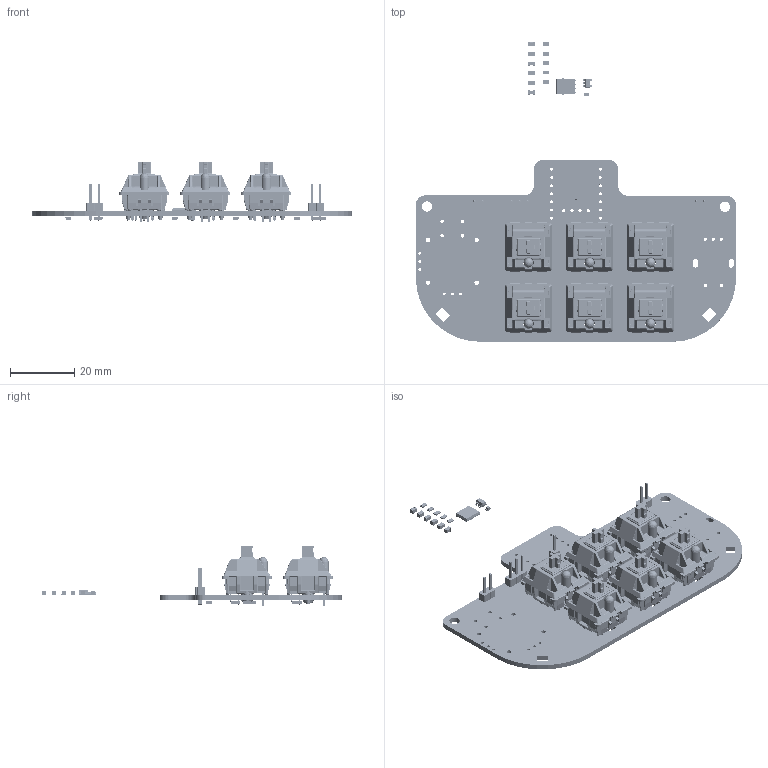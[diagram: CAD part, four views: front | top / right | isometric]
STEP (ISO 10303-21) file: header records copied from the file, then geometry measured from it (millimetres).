
FILE_DESCRIPTION(('KiCad electronic assembly'),'2;1');
FILE_NAME('JoyKey_pcb.step','2025-02-16T22:21:59',('Pcbnew'),('Kicad'), 'Open CASCADE STEP processor 7.6','KiCad to STEP converter','Unknown' );
FILE_SCHEMA(('AUTOMOTIVE_DESIGN { 1 0 10303 214 1 1 1 1 }'));
Length unit declared in the file: millimetre
Products named in the file (22): JoyKey_pcb 1; PinHeader_1x01_P2.54mm_Vertical; PinHeader_1x01_P254mm_Vertical; LED_0603_1608Metric; MX; MX °´¼ü_¨¹_¡§1; PinHeader_1x02_P2.54mm_Vertical; PinHeader_1x02_P254mm_Vertical; C_0805_2012Metric; PQFN-8-EP_6x5mm_P1.27mm_Generic; Vishay_PowerPAK_SO-8; SOT-23-5; SOT_23_5; R_0805_2012Metric; PinHeader_1x03_P2.54mm_Vertical; PinHeader_1x03_P254mm_Vertical; Nexperia_CFP3_SOD-123W; CQ assembly; JoyKey_PCB
Assembly tree (46 placements, depth 3):
  JoyKey_pcb 1
    PinHeader_1x01_P2.54mm_Vertical
      PinHeader_1x01_P254mm_Vertical
    LED_0603_1608Metric
      LED_0603_1608Metric
    MX  x6
      MX °´¼ü_¨¹_¡§1
    PinHeader_1x02_P2.54mm_Vertical  x2
      PinHeader_1x02_P254mm_Vertical
    C_0805_2012Metric  x6
      C_0805_2012Metric
    PQFN-8-EP_6x5mm_P1.27mm_Generic
      Vishay_PowerPAK_SO-8
    SOT-23-5
      SOT_23_5
    R_0805_2012Metric  x5
      R_0805_2012Metric
    PinHeader_1x03_P2.54mm_Vertical
      PinHeader_1x03_P254mm_Vertical
    Nexperia_CFP3_SOD-123W  x11
      CQ assembly
    JoyKey_PCB
Bounding box: 100 x 93.48 x 18.9 mm (x, y, z)
Volume: 14089.9 mm3; surface area: 27376.3 mm2
Topology: 123 solids, 123 shells, 10685 faces, 25640 edges, 14612 vertices
Faces by surface type: cylinder 4315, plane 3657, torus 1254, sphere 678, bspline 493, revolution 228, cone 60
Full cylindrical faces by diameter (mm): 0.889 x20, 1 x17, 1.1 x4, 1.397 x4, 1.524 x12, 1.702 x12, 3.2 x2, 3.988 x6
Entity records: 67828 total; most frequent: CARTESIAN_POINT 13331, DIRECTION 10845, ORIENTED_EDGE 10474, EDGE_CURVE 5237, AXIS2_PLACEMENT_3D 3811, LINE 3185, VECTOR 3185, VERTEX_POINT 3120
